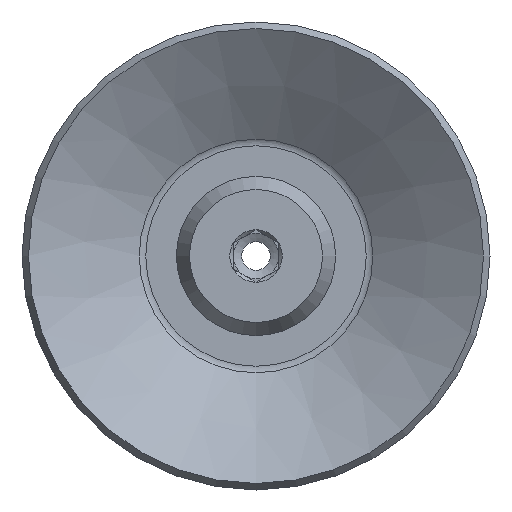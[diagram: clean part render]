
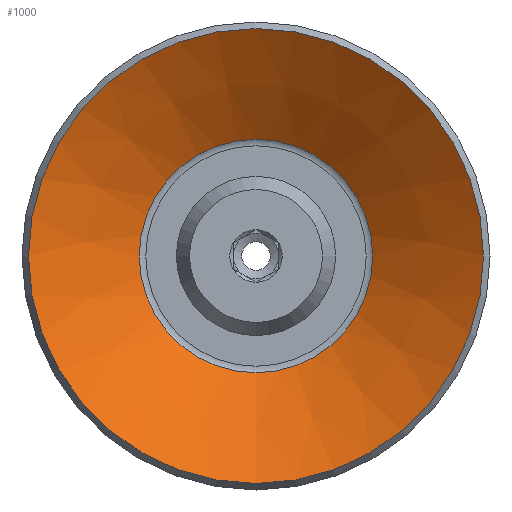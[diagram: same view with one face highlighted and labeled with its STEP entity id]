
A CAD part, front view. The second image highlights one B-rep face of the part: STEP entity #1000.
In plain terms, the highlighted conical face has half-angle 55 degrees and reference radius 10.261 mm.
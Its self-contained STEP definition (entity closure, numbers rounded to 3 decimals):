
#136=CONICAL_SURFACE('',#1079,10.261,0.96);
#194=ORIENTED_EDGE('',*,*,#351,.T.);
#195=ORIENTED_EDGE('',*,*,#350,.F.);
#350=EDGE_CURVE('',#424,#424,#472,.T.);
#351=EDGE_CURVE('',#425,#425,#473,.T.);
#424=VERTEX_POINT('',#1469);
#425=VERTEX_POINT('',#1472);
#472=CIRCLE('',#1078,10.261);
#473=CIRCLE('',#1080,20.);
#510=EDGE_LOOP('',(#194));
#511=EDGE_LOOP('',(#195));
#580=FACE_BOUND('',#510,.T.);
#581=FACE_BOUND('',#511,.T.);
#1000=ADVANCED_FACE('',(#580,#581),#136,.F.);
#1078=AXIS2_PLACEMENT_3D('',#1468,#1207,#1208);
#1079=AXIS2_PLACEMENT_3D('',#1470,#1209,#1210);
#1080=AXIS2_PLACEMENT_3D('',#1471,#1211,#1212);
#1207=DIRECTION('',(0.,-1.,0.));
#1208=DIRECTION('',(0.,0.,-1.));
#1209=DIRECTION('',(0.,-1.,0.));
#1210=DIRECTION('',(0.,0.,-1.));
#1211=DIRECTION('',(0.,-1.,0.));
#1212=DIRECTION('',(0.,0.,-1.));
#1468=CARTESIAN_POINT('',(0.,6.819,0.));
#1469=CARTESIAN_POINT('',(0.,6.819,-10.261));
#1470=CARTESIAN_POINT('',(0.,6.819,0.));
#1471=CARTESIAN_POINT('',(0.,0.,0.));
#1472=CARTESIAN_POINT('',(0.,0.,-20.));
